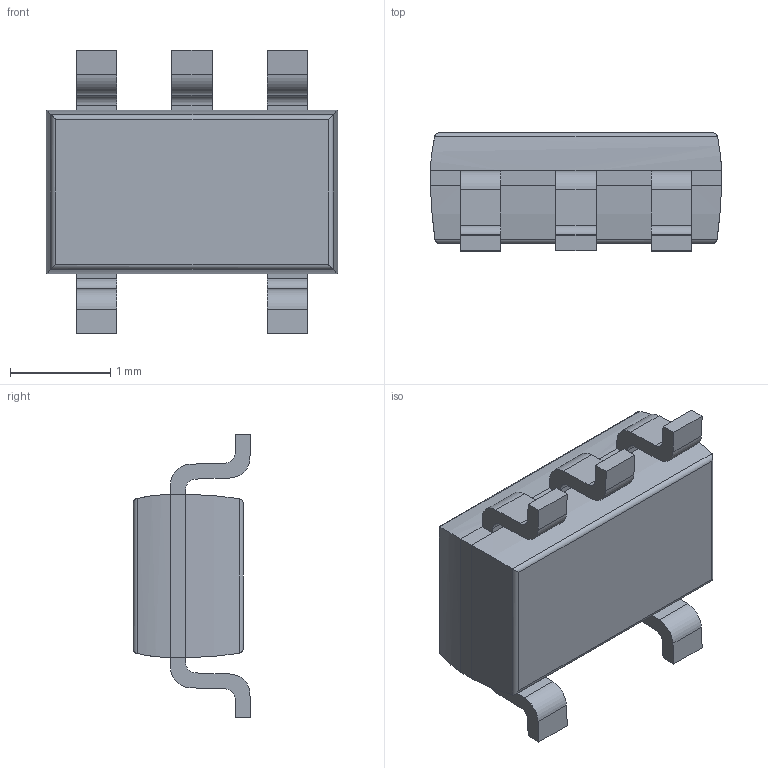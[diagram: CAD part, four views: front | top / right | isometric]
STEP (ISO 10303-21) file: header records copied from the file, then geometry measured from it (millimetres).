
FILE_DESCRIPTION (( 'STEP AP214' ), '1' );
FILE_NAME ('SOT-23_5pins.STEP', '2021-05-05T19:32:03', ( '' ), ( '' ), 'SwSTEP 2.0', 'SolidWorks 2018', '' );
FILE_SCHEMA (( 'AUTOMOTIVE_DESIGN' ));
Length unit declared in the file: millimetre
Products named in the file (1): SOT-23_5pins
Bounding box: 2.9 x 1.18 x 2.83 mm (x, y, z)
Volume: 5.4 mm3; surface area: 24.3 mm2
Topology: 1 solids, 1 shells, 103 faces, 268 edges, 168 vertices
Faces by surface type: plane 65, cylinder 38
Entity records: 3524 total; most frequent: CARTESIAN_POINT 618, ORIENTED_EDGE 536, DIRECTION 502, EDGE_CURVE 268, VECTOR 190, LINE 190, VERTEX_POINT 168, AXIS2_PLACEMENT_3D 156
